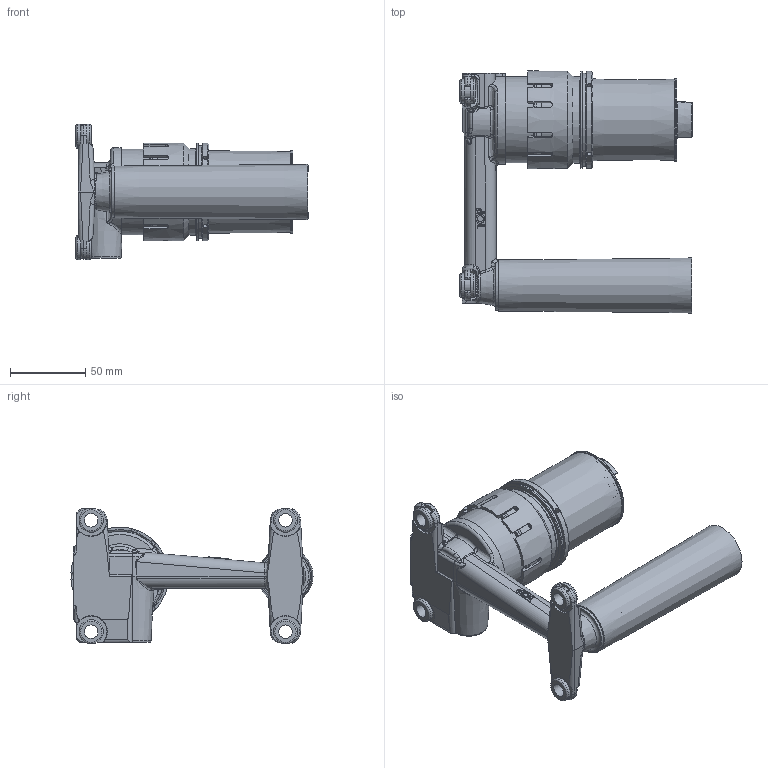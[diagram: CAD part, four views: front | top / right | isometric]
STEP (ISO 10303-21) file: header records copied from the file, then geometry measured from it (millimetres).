
FILE_DESCRIPTION(/* description */ ('Unknown'),/* implementation_level */ '2;1');
FILE_NAME(/* name */ '23429000',/* time_stamp */ '2022-09-10T04:59:42+02:00',/* author */ ('Unknown'),/* organization */ ('GROHE AG'),/* preprocessor_version */ 'ST-DEVELOPER v16.7',/* originating_system */ 'DEX',/* authorisation */ $);
FILE_SCHEMA (('CONFIG_CONTROL_DESIGN','AUTOMOTIVE_DESIGN {1 0 10303 214 3 1 1}'));
Length unit declared in the file: millimetre
Products named in the file (10): 23429000; 23429000_0; 23429000_1; 23429000_2; 23429000_3; 23429000_4; 23429000_5; 23429000_6; 23429000_7
Assembly tree (9 placements, depth 2):
  23429000
    23429000
    23429000_0
    23429000_1
    23429000_2
    23429000_3
    23429000_4
    23429000_5
    23429000_6
    23429000_7
Bounding box: 154 x 160.76 x 90 mm (x, y, z)
Volume: 230758.8 mm3; surface area: 142002.3 mm2
Topology: 9 solids, 10 shells, 690 faces, 1689 edges, 1049 vertices
Faces by surface type: cylinder 203, plane 189, bspline 123, cone 87, torus 79, sphere 9
Full cylindrical faces by diameter (mm): 2 x1, 3 x5, 3.242 x6, 4 x5, 6 x1, 7 x2, 8 x1, 9 x4, 10.5 x3, 10.917 x2, 12 x4, 13.4 x3, 16 x8, 16.8 x1, 18.6 x1, 18.631 x5, 21.3 x1, 26.5 x1, 26.917 x1, 28 x1, 29.12 x1, 31.37 x1, 43 x1, 45.9 x1, 46.1 x1, 46.376 x2, 46.6 x1, 48.8 x1, 49.8 x1, 51.5 x1
Entity records: 24700 total; most frequent: CARTESIAN_POINT 6934, ORIENTED_EDGE 2818, DIRECTION 2755, EDGE_CURVE 1409, AXIS2_PLACEMENT_3D 1216, VERTEX_POINT 972, FACE_BOUND 935, EDGE_LOOP 916
